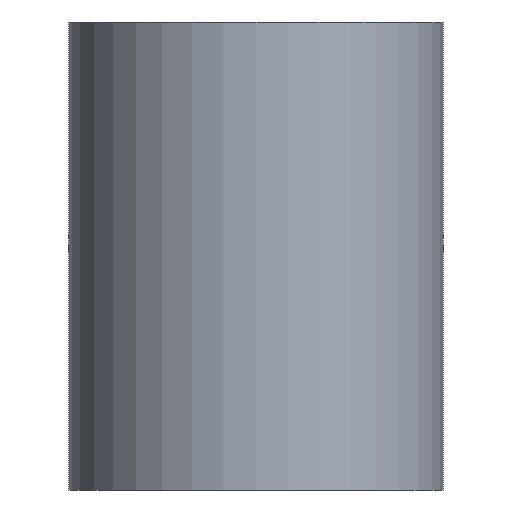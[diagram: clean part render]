
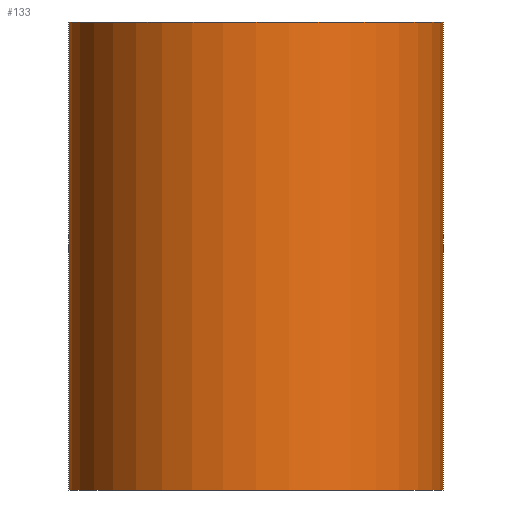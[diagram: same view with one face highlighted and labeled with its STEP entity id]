
A CAD part, front view. The second image highlights one B-rep face of the part: STEP entity #133.
In plain terms, the highlighted cylindrical face has radius 6 mm (diameter 12 mm), a partial arc.
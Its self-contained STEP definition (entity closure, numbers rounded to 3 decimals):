
#7 = VERTEX_POINT ( 'NONE', #219 ) ;
#10 = EDGE_CURVE ( 'NONE', #97, #7, #158, .T. ) ;
#12 = AXIS2_PLACEMENT_3D ( 'NONE', #227, #16, #38 ) ;
#16 = DIRECTION ( 'NONE',  ( 0., 0., -1. ) ) ;
#23 = ORIENTED_EDGE ( 'NONE', *, *, #90, .F. ) ;
#24 = EDGE_CURVE ( 'NONE', #174, #68, #51, .T. ) ;
#28 = AXIS2_PLACEMENT_3D ( 'NONE', #58, #126, #113 ) ;
#38 = DIRECTION ( 'NONE',  ( -1., 0., 0. ) ) ;
#49 = ORIENTED_EDGE ( 'NONE', *, *, #24, .T. ) ;
#51 = LINE ( 'NONE', #198, #123 ) ;
#56 = CARTESIAN_POINT ( 'NONE',  ( -6., 0., 7.5 ) ) ;
#58 = CARTESIAN_POINT ( 'NONE',  ( 0., 0., -7.5 ) ) ;
#64 = ORIENTED_EDGE ( 'NONE', *, *, #10, .F. ) ;
#67 = DIRECTION ( 'NONE',  ( 0., 0., -1. ) ) ;
#68 = VERTEX_POINT ( 'NONE', #144 ) ;
#90 = EDGE_CURVE ( 'NONE', #174, #97, #243, .T. ) ;
#97 = VERTEX_POINT ( 'NONE', #106 ) ;
#99 = ORIENTED_EDGE ( 'NONE', *, *, #129, .T. ) ;
#101 = EDGE_LOOP ( 'NONE', ( #64, #23, #49, #99 ) ) ;
#104 = DIRECTION ( 'NONE',  ( 0., 0., -1. ) ) ;
#106 = CARTESIAN_POINT ( 'NONE',  ( 6., 0., 7.5 ) ) ;
#113 = DIRECTION ( 'NONE',  ( 1., 0., 0. ) ) ;
#122 = DIRECTION ( 'NONE',  ( 0., 0., 1. ) ) ;
#123 = VECTOR ( 'NONE', #104, 1000. ) ;
#126 = DIRECTION ( 'NONE',  ( 0., 0., 1. ) ) ;
#129 = EDGE_CURVE ( 'NONE', #68, #7, #238, .T. ) ;
#133 = ADVANCED_FACE ( 'NONE', ( #245 ), #151, .T. ) ;
#136 = VECTOR ( 'NONE', #67, 1000. ) ;
#141 = AXIS2_PLACEMENT_3D ( 'NONE', #145, #122, #204 ) ;
#144 = CARTESIAN_POINT ( 'NONE',  ( -6., 0., -7.5 ) ) ;
#145 = CARTESIAN_POINT ( 'NONE',  ( 0., 0., 7.5 ) ) ;
#151 = CYLINDRICAL_SURFACE ( 'NONE', #12, 6. ) ;
#158 = LINE ( 'NONE', #236, #136 ) ;
#174 = VERTEX_POINT ( 'NONE', #56 ) ;
#198 = CARTESIAN_POINT ( 'NONE',  ( -6., 0., 7.5 ) ) ;
#204 = DIRECTION ( 'NONE',  ( 1., 0., 0. ) ) ;
#219 = CARTESIAN_POINT ( 'NONE',  ( 6., 0., -7.5 ) ) ;
#227 = CARTESIAN_POINT ( 'NONE',  ( 0., 0., 7.5 ) ) ;
#236 = CARTESIAN_POINT ( 'NONE',  ( 6., 0., 7.5 ) ) ;
#238 = CIRCLE ( 'NONE', #28, 6. ) ;
#243 = CIRCLE ( 'NONE', #141, 6. ) ;
#245 = FACE_OUTER_BOUND ( 'NONE', #101, .T. ) ;
